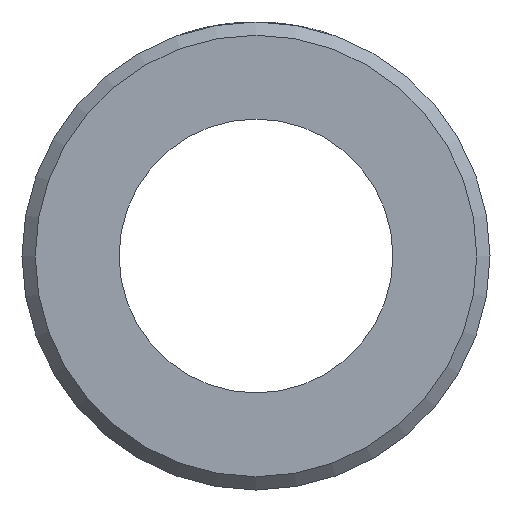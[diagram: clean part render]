
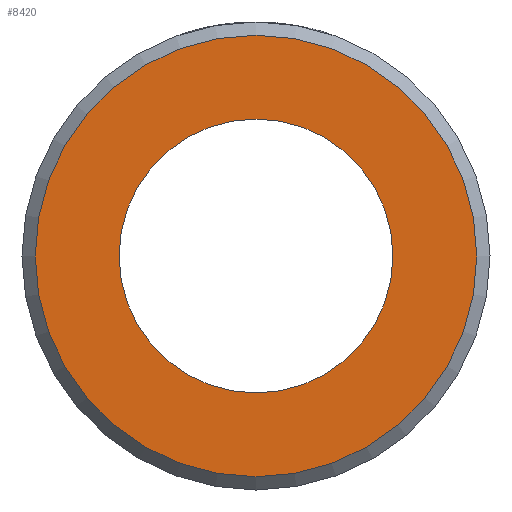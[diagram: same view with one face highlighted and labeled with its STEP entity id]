
A CAD part, left-side view. The second image highlights one B-rep face of the part: STEP entity #8420.
In plain terms, the highlighted planar face has unit normal (-1, 0, 0).
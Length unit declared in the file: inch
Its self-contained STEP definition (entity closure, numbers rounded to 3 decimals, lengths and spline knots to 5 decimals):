
#8336=CARTESIAN_POINT('',(0.0,-0.3205,0.0));
#8337=VERTEX_POINT('',#8336);
#8338=CARTESIAN_POINT('',(0.0,0.0,0.0));
#8339=DIRECTION('',(1.0,0.0,0.0));
#8340=DIRECTION('',(0.0,-1.0,0.0));
#8341=AXIS2_PLACEMENT_3D('',#8338,#8339,#8340);
#8342=CIRCLE('',#8341,0.3205);
#8343=EDGE_CURVE('',#8337,#8337,#8342,.T.);
#8397=CARTESIAN_POINT('',(0.0,0.5165,0.));
#8398=VERTEX_POINT('',#8397);
#8399=CARTESIAN_POINT('',(0.0,0.0,0.0));
#8400=DIRECTION('',(1.0,0.0,0.0));
#8401=DIRECTION('',(0.0,-1.0,0.0));
#8402=AXIS2_PLACEMENT_3D('',#8399,#8400,#8401);
#8403=CIRCLE('',#8402,0.5165);
#8404=EDGE_CURVE('',#8398,#8398,#8403,.T.);
#8409=CARTESIAN_POINT('',(0.0,0.0,0.0));
#8410=DIRECTION('',(-1.0,0.0,0.0));
#8411=DIRECTION('',(0.0,0.0,1.0));
#8412=AXIS2_PLACEMENT_3D('',#8409,#8410,#8411);
#8413=PLANE('',#8412);
#8414=ORIENTED_EDGE('',*,*,#8404,.F.);
#8415=EDGE_LOOP('',(#8414));
#8416=FACE_OUTER_BOUND('',#8415,.T.);
#8417=ORIENTED_EDGE('',*,*,#8343,.T.);
#8418=EDGE_LOOP('',(#8417));
#8419=FACE_BOUND('',#8418,.T.);
#8420=ADVANCED_FACE('',(#8416,#8419),#8413,.T.);
